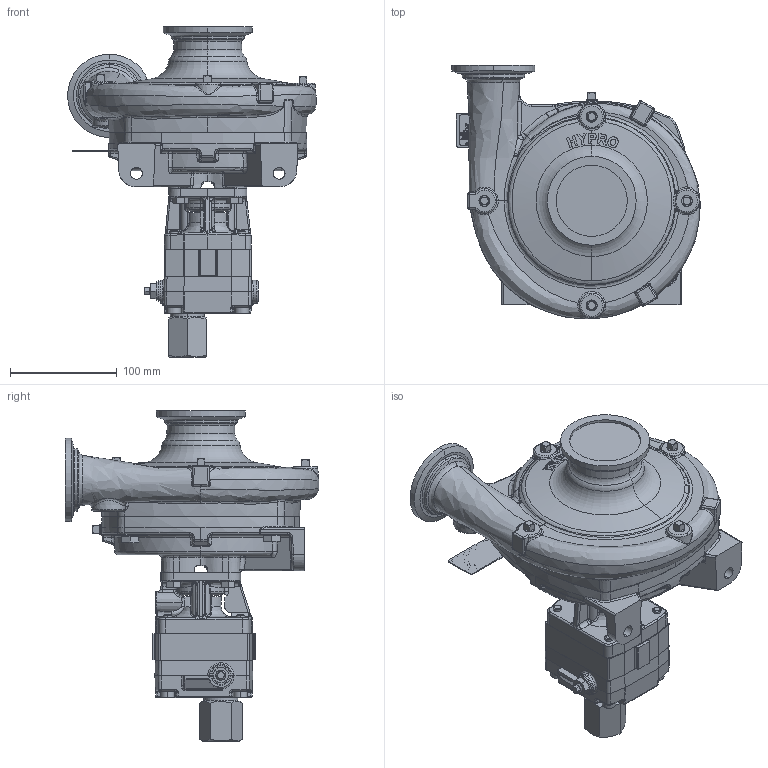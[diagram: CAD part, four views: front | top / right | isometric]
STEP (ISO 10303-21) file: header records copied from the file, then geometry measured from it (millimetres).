
FILE_DESCRIPTION (( 'STEP AP203' ), '1' );
FILE_NAME ('9313CU-M16.STEP', '2016-10-31T14:40:05', ( '' ), ( '' ), 'SwSTEP 2.0', 'SolidWorks 2015', '' );
FILE_SCHEMA (( 'CONFIG_CONTROL_DESIGN' ));
Products named in the file (1): 9313CU-M16
Bounding box: 232.67 x 237.38 x 308.83 mm (x, y, z)
Surface area: 258607.5 mm2 (no closed solid volume)
Topology: 0 solids, 74 shells, 1764 faces, 6431 edges, 4607 vertices
Faces by surface type: bspline 546, plane 509, cylinder 334, cone 224, torus 91, sphere 60
Entity records: 112856 total; most frequent: CARTESIAN_POINT 65556, ORIENTED_EDGE 10070, DIRECTION 7798, EDGE_CURVE 6390, VERTEX_POINT 4607, AXIS2_PLACEMENT_3D 2655, LINE 2488, VECTOR 2488
